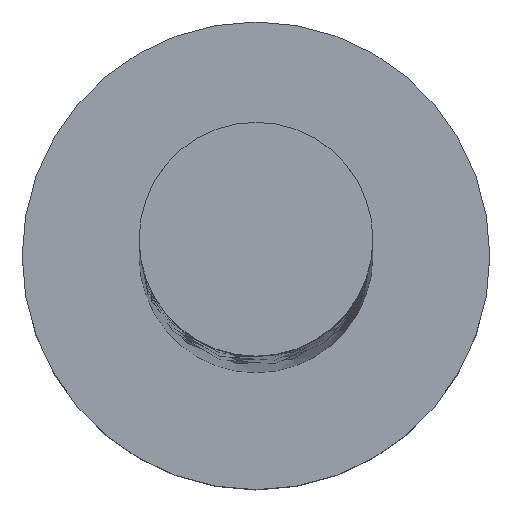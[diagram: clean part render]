
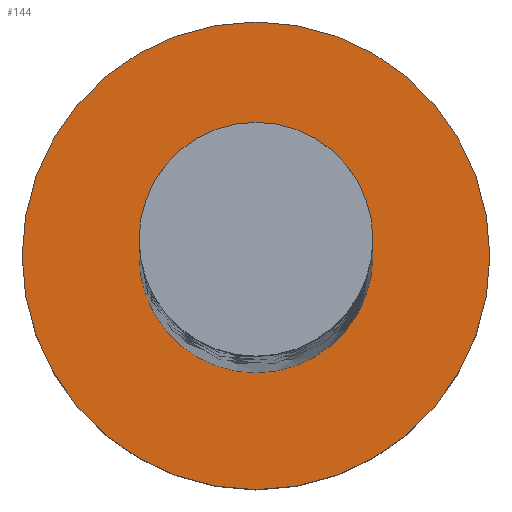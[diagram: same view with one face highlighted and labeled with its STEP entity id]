
A CAD part, top view. The second image highlights one B-rep face of the part: STEP entity #144.
In plain terms, the highlighted planar face has unit normal (0, 0, 1).
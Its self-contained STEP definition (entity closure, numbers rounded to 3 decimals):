
#16 = DIRECTION ( 'NONE',  ( 1., 0., 0. ) ) ;
#60 = DIRECTION ( 'NONE',  ( 1., 0., 0. ) ) ;
#125 = CARTESIAN_POINT ( 'NONE',  ( -4., 0., 3. ) ) ;
#144 = ADVANCED_FACE ( 'NONE', ( #1733, #1192 ), #783, .T. ) ;
#148 = DIRECTION ( 'NONE',  ( 1., 0., 0. ) ) ;
#158 = ORIENTED_EDGE ( 'NONE', *, *, #743, .F. ) ;
#298 = EDGE_CURVE ( 'NONE', #809, #1355, #484, .T. ) ;
#350 = EDGE_CURVE ( 'NONE', #1355, #809, #1293, .T. ) ;
#393 = CARTESIAN_POINT ( 'NONE',  ( 0., 0., 3. ) ) ;
#408 = CARTESIAN_POINT ( 'NONE',  ( 0., 0., 3. ) ) ;
#419 = CARTESIAN_POINT ( 'NONE',  ( 4., 0., 3. ) ) ;
#484 = CIRCLE ( 'NONE', #1407, 4. ) ;
#488 = CARTESIAN_POINT ( 'NONE',  ( 2., 0., 3. ) ) ;
#544 = AXIS2_PLACEMENT_3D ( 'NONE', #393, #918, #649 ) ;
#546 = DIRECTION ( 'NONE',  ( 1., 0., 0. ) ) ;
#617 = EDGE_CURVE ( 'NONE', #1203, #669, #1749, .T. ) ;
#640 = EDGE_LOOP ( 'NONE', ( #158, #851 ) ) ;
#649 = DIRECTION ( 'NONE',  ( 1., 0., 0. ) ) ;
#669 = VERTEX_POINT ( 'NONE', #1313 ) ;
#743 = EDGE_CURVE ( 'NONE', #669, #1203, #1434, .T. ) ;
#783 = PLANE ( 'NONE',  #544 ) ;
#809 = VERTEX_POINT ( 'NONE', #419 ) ;
#851 = ORIENTED_EDGE ( 'NONE', *, *, #617, .F. ) ;
#869 = AXIS2_PLACEMENT_3D ( 'NONE', #1428, #1538, #60 ) ;
#918 = DIRECTION ( 'NONE',  ( 0., 0., 1. ) ) ;
#1112 = EDGE_LOOP ( 'NONE', ( #1621, #1672 ) ) ;
#1192 = FACE_OUTER_BOUND ( 'NONE', #1112, .T. ) ;
#1203 = VERTEX_POINT ( 'NONE', #488 ) ;
#1254 = DIRECTION ( 'NONE',  ( 0., 0., 1. ) ) ;
#1293 = CIRCLE ( 'NONE', #1688, 4. ) ;
#1313 = CARTESIAN_POINT ( 'NONE',  ( -2., 0., 3. ) ) ;
#1355 = VERTEX_POINT ( 'NONE', #125 ) ;
#1388 = CARTESIAN_POINT ( 'NONE',  ( 0., 0., 3. ) ) ;
#1395 = DIRECTION ( 'NONE',  ( 0., 0., 1. ) ) ;
#1407 = AXIS2_PLACEMENT_3D ( 'NONE', #1495, #1395, #148 ) ;
#1428 = CARTESIAN_POINT ( 'NONE',  ( 0., 0., 3. ) ) ;
#1434 = CIRCLE ( 'NONE', #1662, 2. ) ;
#1495 = CARTESIAN_POINT ( 'NONE',  ( 0., 0., 3. ) ) ;
#1538 = DIRECTION ( 'NONE',  ( 0., 0., 1. ) ) ;
#1621 = ORIENTED_EDGE ( 'NONE', *, *, #350, .T. ) ;
#1662 = AXIS2_PLACEMENT_3D ( 'NONE', #408, #1750, #546 ) ;
#1672 = ORIENTED_EDGE ( 'NONE', *, *, #298, .T. ) ;
#1688 = AXIS2_PLACEMENT_3D ( 'NONE', #1388, #1254, #16 ) ;
#1733 = FACE_BOUND ( 'NONE', #640, .T. ) ;
#1749 = CIRCLE ( 'NONE', #869, 2. ) ;
#1750 = DIRECTION ( 'NONE',  ( 0., 0., 1. ) ) ;
